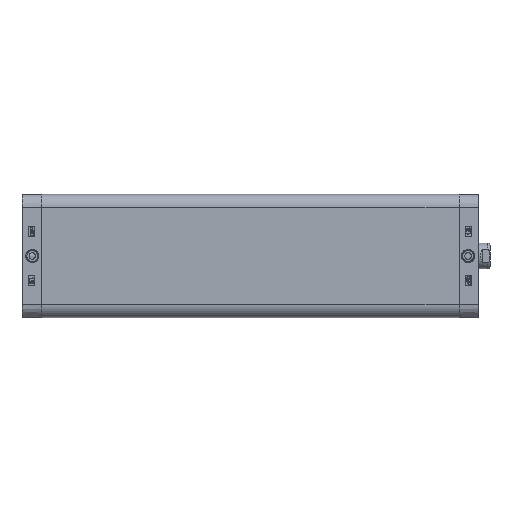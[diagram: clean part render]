
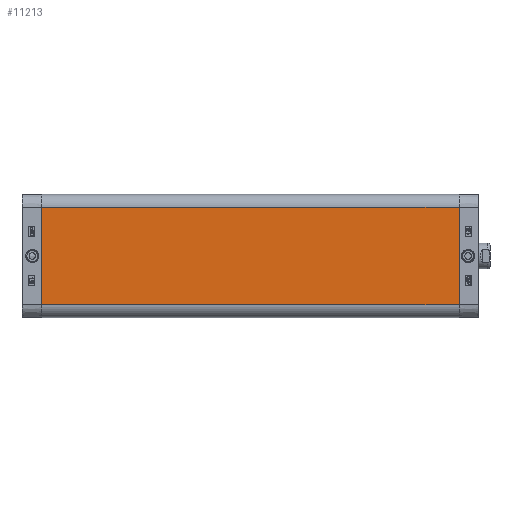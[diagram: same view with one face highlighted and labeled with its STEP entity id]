
A CAD part, left-side view. The second image highlights one B-rep face of the part: STEP entity #11213.
In plain terms, the highlighted planar face has unit normal (-1, 0, 0).
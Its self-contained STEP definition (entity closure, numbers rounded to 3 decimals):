
#5596=CARTESIAN_POINT('',(-47.75,-324.0,37.75));
#5597=VERTEX_POINT('',#5596);
#5604=CARTESIAN_POINT('',(-47.75,-324.0,-37.75));
#5605=VERTEX_POINT('',#5604);
#5606=CARTESIAN_POINT('',(-47.75,-324.0,-37.75));
#5607=DIRECTION('',(0.0,0.0,1.0));
#5608=VECTOR('',#5607,75.5);
#5609=LINE('',#5606,#5608);
#5610=EDGE_CURVE('',#5605,#5597,#5609,.T.);
#11171=CARTESIAN_POINT('',(-47.75,0.0,-37.75));
#11172=VERTEX_POINT('',#11171);
#11173=CARTESIAN_POINT('',(-47.75,0.0,-37.75));
#11174=DIRECTION('',(0.0,-1.0,0.0));
#11175=VECTOR('',#11174,324.0);
#11176=LINE('',#11173,#11175);
#11177=EDGE_CURVE('',#11172,#5605,#11176,.T.);
#11190=CARTESIAN_POINT('',(-47.75,0.0,-37.75));
#11191=DIRECTION('',(-1.0,0.0,0.0));
#11192=DIRECTION('',(0.0,0.0,1.0));
#11193=AXIS2_PLACEMENT_3D('',#11190,#11191,#11192);
#11194=PLANE('',#11193);
#11195=ORIENTED_EDGE('',*,*,#5610,.T.);
#11196=CARTESIAN_POINT('',(-47.75,0.0,37.75));
#11197=VERTEX_POINT('',#11196);
#11198=CARTESIAN_POINT('',(-47.75,0.0,37.75));
#11199=DIRECTION('',(0.0,-1.0,0.0));
#11200=VECTOR('',#11199,324.0);
#11201=LINE('',#11198,#11200);
#11202=EDGE_CURVE('',#11197,#5597,#11201,.T.);
#11203=ORIENTED_EDGE('',*,*,#11202,.F.);
#11204=CARTESIAN_POINT('',(-47.75,0.0,-37.75));
#11205=DIRECTION('',(0.0,0.0,1.0));
#11206=VECTOR('',#11205,75.5);
#11207=LINE('',#11204,#11206);
#11208=EDGE_CURVE('',#11172,#11197,#11207,.T.);
#11209=ORIENTED_EDGE('',*,*,#11208,.F.);
#11210=ORIENTED_EDGE('',*,*,#11177,.T.);
#11211=EDGE_LOOP('',(#11195,#11203,#11209,#11210));
#11212=FACE_OUTER_BOUND('',#11211,.T.);
#11213=ADVANCED_FACE('',(#11212),#11194,.T.);
